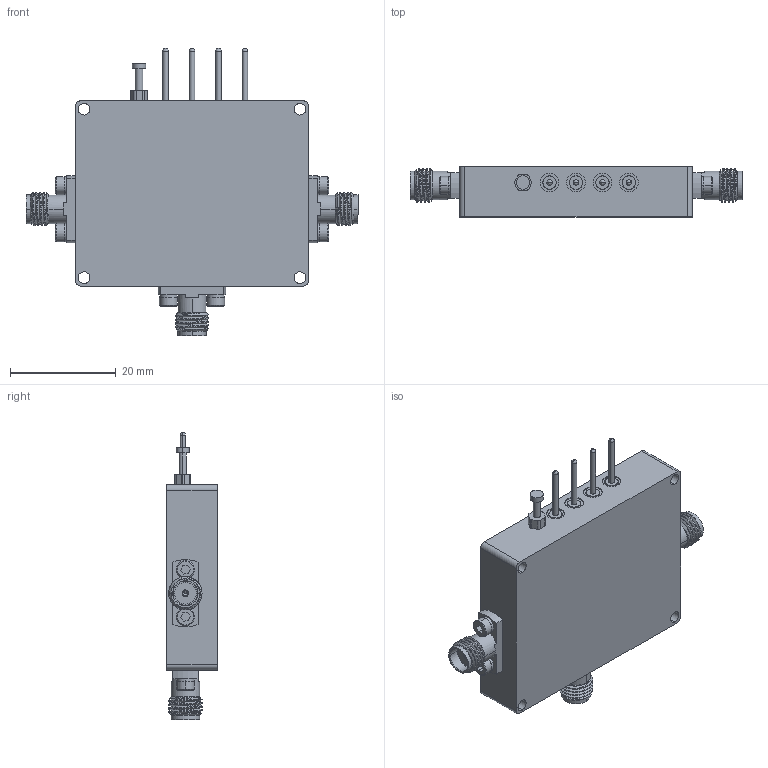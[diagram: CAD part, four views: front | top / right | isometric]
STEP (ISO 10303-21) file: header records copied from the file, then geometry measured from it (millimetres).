
FILE_DESCRIPTION (( 'STEP AP214' ), '1' );
FILE_NAME ('FMSW5009_3D.step', '2025-03-28T19:01:37', ( '' ), ( '' ), 'SwSTEP 2.0', 'SolidWorks 2022', '' );
FILE_SCHEMA (( 'AUTOMOTIVE_DESIGN' ));
Length unit declared in the file: millimetre
Products named in the file (1): FMSW5009_3D
Bounding box: 62.72 x 9.5 x 54.24 mm (x, y, z)
Volume: 15302 mm3; surface area: 7159.8 mm2
Topology: 1 solids, 29 shells, 1412 faces, 3697 edges, 2381 vertices
Faces by surface type: plane 897, cylinder 378, cone 105, bspline 14, torus 12, sphere 6
Entity records: 45443 total; most frequent: CARTESIAN_POINT 10525, ORIENTED_EDGE 7276, DIRECTION 7126, EDGE_CURVE 3638, VECTOR 2714, LINE 2714, VERTEX_POINT 2378, AXIS2_PLACEMENT_3D 2206
